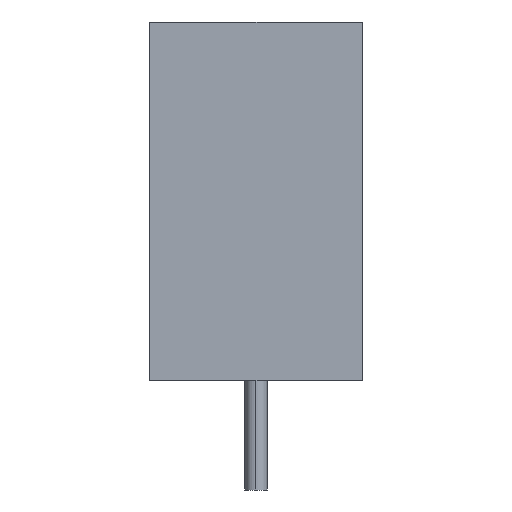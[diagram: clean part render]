
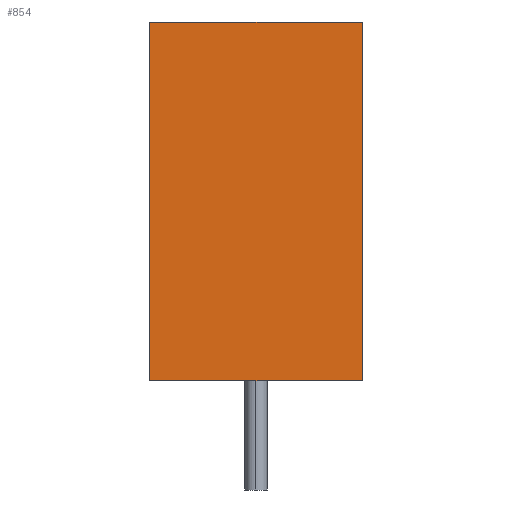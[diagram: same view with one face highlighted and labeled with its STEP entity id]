
A CAD part, left-side view. The second image highlights one B-rep face of the part: STEP entity #854.
In plain terms, the highlighted free-form (B-spline) face has degree [1, 1] with [2, 2] control points.
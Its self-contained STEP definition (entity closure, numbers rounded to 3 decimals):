
#747=CARTESIAN_POINT('',(-15.24,3.112,10.49));
#748=VERTEX_POINT('',#747);
#755=CARTESIAN_POINT('',(-15.24,-3.111,10.49));
#756=VERTEX_POINT('',#755);
#757=CARTESIAN_POINT('',(-15.24,-3.111,10.49));
#758=DIRECTION('',(0.0,1.0,0.0));
#759=VECTOR('',#758,6.223);
#760=LINE('',#757,#759);
#761=EDGE_CURVE('',#748,#756,#760,.F.);
#787=CARTESIAN_POINT('',(-15.24,-3.111,0.));
#788=VERTEX_POINT('',#787);
#795=CARTESIAN_POINT('',(-15.24,3.112,0.));
#796=VERTEX_POINT('',#795);
#797=CARTESIAN_POINT('',(-15.24,3.112,0.));
#798=DIRECTION('',(0.0,-1.0,0.0));
#799=VECTOR('',#798,6.223);
#800=LINE('',#797,#799);
#801=EDGE_CURVE('',#796,#788,#800,.T.);
#817=CARTESIAN_POINT('',(-15.24,3.112,10.49));
#818=DIRECTION('',(0.0,0.0,-1.0));
#819=VECTOR('',#818,10.49);
#820=LINE('',#817,#819);
#821=EDGE_CURVE('',#748,#796,#820,.T.);
#838=CARTESIAN_POINT('',(-15.24,-3.112,10.49));
#839=CARTESIAN_POINT('',(-15.24,-3.112,0.0));
#840=CARTESIAN_POINT('',(-15.24,3.112,10.49));
#841=CARTESIAN_POINT('',(-15.24,3.112,0.0));
#842=B_SPLINE_SURFACE_WITH_KNOTS('',1,1,((#838,#840),(#839,#841)),.UNSPECIFIED.,.F.,.F.,.U.,(2,2),(2,2),(0.0,10.49),(0.0,6.223),.UNSPECIFIED.);
#843=CARTESIAN_POINT('',(-15.24,-3.111,10.49));
#844=DIRECTION('',(0.0,0.0,-1.0));
#845=VECTOR('',#844,10.49);
#846=LINE('',#843,#845);
#847=EDGE_CURVE('',#756,#788,#846,.T.);
#848=ORIENTED_EDGE('',*,*,#847,.F.);
#849=ORIENTED_EDGE('',*,*,#761,.F.);
#850=ORIENTED_EDGE('',*,*,#821,.T.);
#851=ORIENTED_EDGE('',*,*,#801,.T.);
#852=EDGE_LOOP('',(#848,#849,#850,#851));
#853=FACE_OUTER_BOUND('',#852,.T.);
#854=ADVANCED_FACE('',(#853),#842,.F.);
